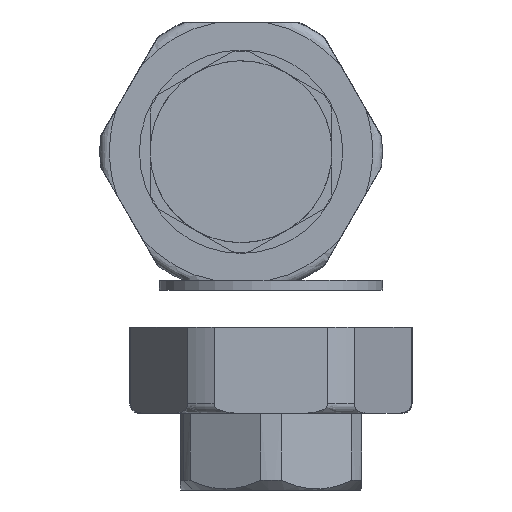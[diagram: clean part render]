
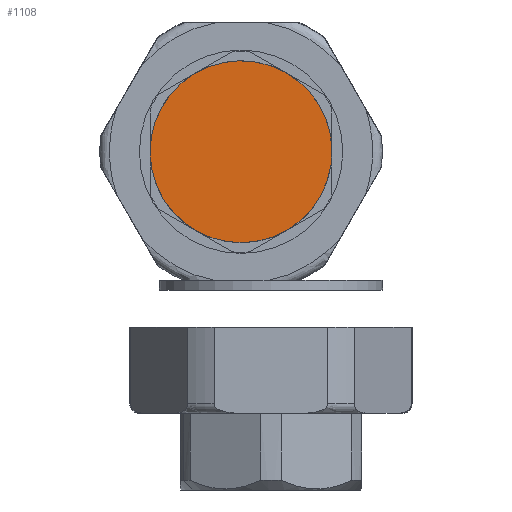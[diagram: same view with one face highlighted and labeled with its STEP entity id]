
A CAD part, left-side view. The second image highlights one B-rep face of the part: STEP entity #1108.
In plain terms, the highlighted planar face has unit normal (-1, 0, 0).
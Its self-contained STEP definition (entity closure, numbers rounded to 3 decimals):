
#1085=CARTESIAN_POINT('Axis2P3D Location',(-126.191,0.,0.)) ;
#1090=CARTESIAN_POINT('Axis2P3D Location',(-126.191,0.,0.)) ;
#1094=CARTESIAN_POINT('Vertex',(-126.191,-16.674,-9.109)) ;
#1096=CARTESIAN_POINT('Vertex',(-126.191,16.674,9.109)) ;
#1099=CARTESIAN_POINT('Axis2P3D Location',(-126.191,0.,0.)) ;
#1086=DIRECTION('Axis2P3D Direction',(1.,0.,0.)) ;
#1087=DIRECTION('Axis2P3D XDirection',(0.,0.,-1.)) ;
#1091=DIRECTION('Axis2P3D Direction',(1.,0.,0.)) ;
#1100=DIRECTION('Axis2P3D Direction',(1.,0.,0.)) ;
#1088=AXIS2_PLACEMENT_3D('Plane Axis2P3D',#1085,#1086,#1087) ;
#1092=AXIS2_PLACEMENT_3D('Circle Axis2P3D',#1090,#1091,$) ;
#1101=AXIS2_PLACEMENT_3D('Circle Axis2P3D',#1099,#1100,$) ;
#1093=CIRCLE('generated circle',#1092,19.) ;
#1102=CIRCLE('generated circle',#1101,19.) ;
#1089=PLANE('',#1088) ;
#1098=EDGE_CURVE('',#1095,#1097,#1093,.T.) ;
#1103=EDGE_CURVE('',#1097,#1095,#1102,.T.) ;
#1105=ORIENTED_EDGE('',*,*,#1098,.F.) ;
#1106=ORIENTED_EDGE('',*,*,#1103,.F.) ;
#1104=EDGE_LOOP('',(#1105,#1106)) ;
#1095=VERTEX_POINT('',#1094) ;
#1097=VERTEX_POINT('',#1096) ;
#1108=ADVANCED_FACE('PartBody',(#1107),#1089,.F.) ;
#1107=FACE_OUTER_BOUND('',#1104,.T.) ;
